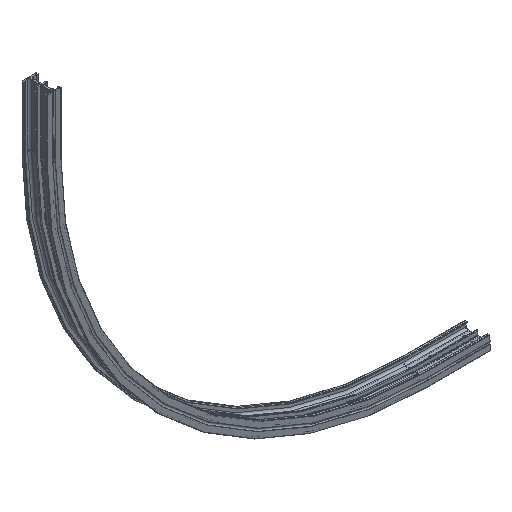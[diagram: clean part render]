
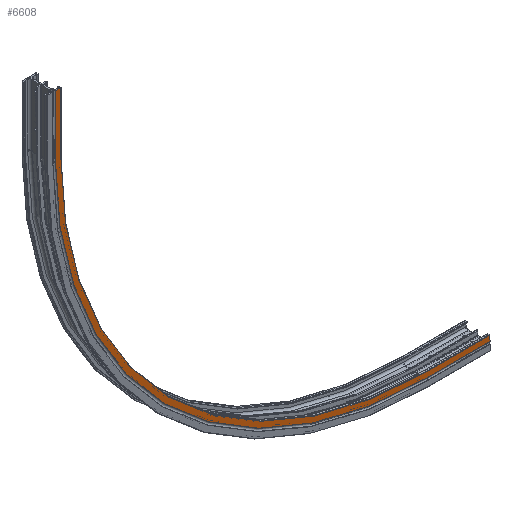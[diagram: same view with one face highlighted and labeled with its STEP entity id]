
A CAD part, isometric view. The second image highlights one B-rep face of the part: STEP entity #6608.
In plain terms, the highlighted planar face has unit normal (0, -1, 0).
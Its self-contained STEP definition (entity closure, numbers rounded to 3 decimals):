
#539 = EDGE_CURVE ( 'NONE', #12940, #5925, #8245, .T. ) ;
#723 = EDGE_CURVE ( 'NONE', #12940, #18891, #1344, .T. ) ;
#1344 = LINE ( 'NONE', #6438, #18096 ) ;
#1684 = DIRECTION ( 'NONE',  ( 0., 0., -1. ) ) ;
#1836 = VECTOR ( 'NONE', #15845, 1000. ) ;
#2219 = CARTESIAN_POINT ( 'NONE',  ( 900., -30.5, 0. ) ) ;
#2277 = CARTESIAN_POINT ( 'NONE',  ( 17.25, -30.5, 150. ) ) ;
#2365 = VECTOR ( 'NONE', #6958, 1000. ) ;
#3109 = LINE ( 'NONE', #16690, #2365 ) ;
#3130 = EDGE_CURVE ( 'NONE', #5925, #18414, #5160, .T. ) ;
#3452 = DIRECTION ( 'NONE',  ( 0., 0., -1. ) ) ;
#3524 = DIRECTION ( 'NONE',  ( 0., 1., 0. ) ) ;
#3687 = ORIENTED_EDGE ( 'NONE', *, *, #13147, .T. ) ;
#4165 = AXIS2_PLACEMENT_3D ( 'NONE', #13094, #14694, #6592 ) ;
#4928 = ORIENTED_EDGE ( 'NONE', *, *, #723, .F. ) ;
#5149 = DIRECTION ( 'NONE',  ( -1., 0., 0. ) ) ;
#5160 = CIRCLE ( 'NONE', #4165, 883.75 ) ;
#5377 = DIRECTION ( 'NONE',  ( 0., 1., 0. ) ) ;
#5537 = LINE ( 'NONE', #6782, #20541 ) ;
#5925 = VERTEX_POINT ( 'NONE', #7717 ) ;
#6004 = CIRCLE ( 'NONE', #14192, 896.76 ) ;
#6438 = CARTESIAN_POINT ( 'NONE',  ( 1050., -30.5, -883.75 ) ) ;
#6592 = DIRECTION ( 'NONE',  ( 0., 0., 1. ) ) ;
#6608 = ADVANCED_FACE ( 'NONE', ( #16551 ), #7104, .F. ) ;
#6684 = CARTESIAN_POINT ( 'NONE',  ( 3.24, -30.5, 0. ) ) ;
#6782 = CARTESIAN_POINT ( 'NONE',  ( 3.24, -30.5, 0. ) ) ;
#6958 = DIRECTION ( 'NONE',  ( 0., 0., 1. ) ) ;
#6977 = EDGE_CURVE ( 'NONE', #12813, #7439, #18280, .T. ) ;
#7104 = PLANE ( 'NONE',  #10112 ) ;
#7174 = LINE ( 'NONE', #10842, #1836 ) ;
#7425 = ORIENTED_EDGE ( 'NONE', *, *, #13818, .F. ) ;
#7439 = VERTEX_POINT ( 'NONE', #16593 ) ;
#7714 = VECTOR ( 'NONE', #12445, 1000. ) ;
#7717 = CARTESIAN_POINT ( 'NONE',  ( 900., -30.5, -883.75 ) ) ;
#8245 = LINE ( 'NONE', #13913, #7714 ) ;
#8361 = VERTEX_POINT ( 'NONE', #9174 ) ;
#9174 = CARTESIAN_POINT ( 'NONE',  ( 900., -30.5, -896.76 ) ) ;
#9628 = ORIENTED_EDGE ( 'NONE', *, *, #17468, .T. ) ;
#9701 = CARTESIAN_POINT ( 'NONE',  ( 1050., -30.5, -896.76 ) ) ;
#10112 = AXIS2_PLACEMENT_3D ( 'NONE', #2277, #3524, #5149 ) ;
#10842 = CARTESIAN_POINT ( 'NONE',  ( 1050., -30.5, -896.76 ) ) ;
#11886 = CARTESIAN_POINT ( 'NONE',  ( 1050., -30.5, -883.75 ) ) ;
#12445 = DIRECTION ( 'NONE',  ( -1., 0., 0. ) ) ;
#12813 = VERTEX_POINT ( 'NONE', #15032 ) ;
#12940 = VERTEX_POINT ( 'NONE', #11886 ) ;
#13094 = CARTESIAN_POINT ( 'NONE',  ( 900., -30.5, 0. ) ) ;
#13147 = EDGE_CURVE ( 'NONE', #18414, #7439, #3109, .T. ) ;
#13818 = EDGE_CURVE ( 'NONE', #18891, #8361, #7174, .T. ) ;
#13896 = CARTESIAN_POINT ( 'NONE',  ( 17.25, -30.5, 150. ) ) ;
#13913 = CARTESIAN_POINT ( 'NONE',  ( 1050., -30.5, -883.75 ) ) ;
#13991 = CARTESIAN_POINT ( 'NONE',  ( 16.25, -30.5, 0. ) ) ;
#14192 = AXIS2_PLACEMENT_3D ( 'NONE', #2219, #5377, #20080 ) ;
#14338 = ORIENTED_EDGE ( 'NONE', *, *, #19131, .F. ) ;
#14694 = DIRECTION ( 'NONE',  ( 0., 1., 0. ) ) ;
#15032 = CARTESIAN_POINT ( 'NONE',  ( 3.24, -30.5, 150. ) ) ;
#15845 = DIRECTION ( 'NONE',  ( -1., 0., 0. ) ) ;
#16158 = EDGE_LOOP ( 'NONE', ( #18369, #9628, #14338, #7425, #4928, #20913, #17250, #3687 ) ) ;
#16551 = FACE_OUTER_BOUND ( 'NONE', #16158, .T. ) ;
#16593 = CARTESIAN_POINT ( 'NONE',  ( 16.25, -30.5, 150. ) ) ;
#16690 = CARTESIAN_POINT ( 'NONE',  ( 16.25, -30.5, 150. ) ) ;
#17250 = ORIENTED_EDGE ( 'NONE', *, *, #3130, .T. ) ;
#17468 = EDGE_CURVE ( 'NONE', #12813, #18975, #5537, .T. ) ;
#18096 = VECTOR ( 'NONE', #3452, 1000. ) ;
#18280 = LINE ( 'NONE', #13896, #19058 ) ;
#18369 = ORIENTED_EDGE ( 'NONE', *, *, #6977, .F. ) ;
#18414 = VERTEX_POINT ( 'NONE', #13991 ) ;
#18891 = VERTEX_POINT ( 'NONE', #9701 ) ;
#18909 = DIRECTION ( 'NONE',  ( 1., 0., 0. ) ) ;
#18975 = VERTEX_POINT ( 'NONE', #6684 ) ;
#19058 = VECTOR ( 'NONE', #18909, 1000. ) ;
#19131 = EDGE_CURVE ( 'NONE', #8361, #18975, #6004, .T. ) ;
#20080 = DIRECTION ( 'NONE',  ( 0., 0., 1. ) ) ;
#20541 = VECTOR ( 'NONE', #1684, 1000. ) ;
#20913 = ORIENTED_EDGE ( 'NONE', *, *, #539, .T. ) ;
